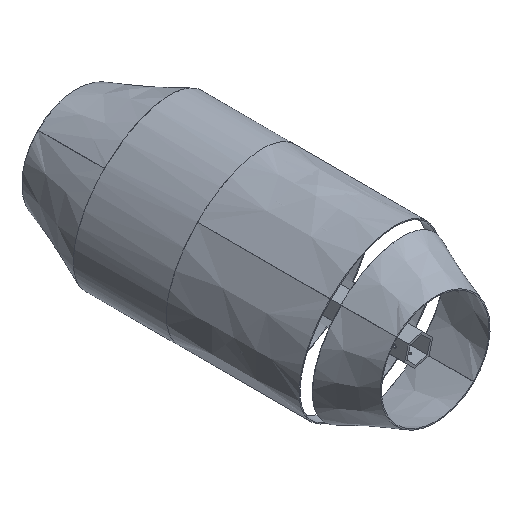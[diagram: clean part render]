
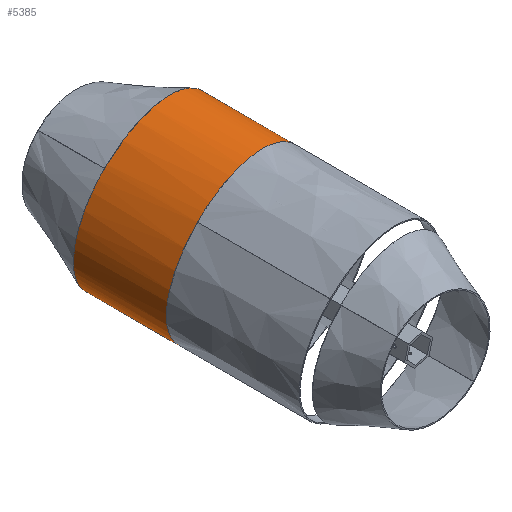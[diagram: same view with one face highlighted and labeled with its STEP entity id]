
A CAD part, isometric view. The second image highlights one B-rep face of the part: STEP entity #5385.
In plain terms, the highlighted face is a extrusion surface.
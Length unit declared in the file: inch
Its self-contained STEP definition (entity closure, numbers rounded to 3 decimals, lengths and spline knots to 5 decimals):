
#4520=CARTESIAN_POINT('',(-2.24749,2.04724,2.29671));
#4521=CARTESIAN_POINT('',(-2.69748,2.04724,1.84672));
#4522=CARTESIAN_POINT('',(-3.47786,2.04724,
0.82716));
#4523=CARTESIAN_POINT('',(-4.11148,2.04724,
-0.82809));
#4524=CARTESIAN_POINT('',(-4.11164,2.04724,
-2.35731));
#4525=CARTESIAN_POINT('',(-3.68952,2.04724,
-3.13746));
#4526=CARTESIAN_POINT('',(-3.38889,2.04724,
-3.4381));
#4532=CARTESIAN_POINT('',(2.34592,7.55906,-2.29671));
#4533=CARTESIAN_POINT('',(2.29807,7.55906,-2.34455));
#4534=CARTESIAN_POINT('',(2.24955,7.55906,-2.39172));
#4535=CARTESIAN_POINT('',(2.20041,7.55906,-2.43819));
#4537=CARTESIAN_POINT('',(2.20041,7.55906,-2.43819));
#4538=CARTESIAN_POINT('',(1.97238,7.55906,-2.65384));
#4539=CARTESIAN_POINT('',(1.48934,7.55906,-3.05454));
#4540=CARTESIAN_POINT('',(0.71087,7.55906,
-3.54128));
#4541=CARTESIAN_POINT('',(-0.09236,7.55906,
-3.89552));
#4542=CARTESIAN_POINT('',(-0.89029,7.55906,
-4.10399));
#4543=CARTESIAN_POINT('',(-1.65307,7.55906,
-4.1589));
#4544=CARTESIAN_POINT('',(-2.35215,7.55906,
-4.05819));
#4545=CARTESIAN_POINT('',(-2.96137,7.55906,
-3.80564));
#4546=CARTESIAN_POINT('',(-3.45795,7.55906,
-3.41068));
#4547=CARTESIAN_POINT('',(-3.82329,7.55906,
-2.8881));
#4548=CARTESIAN_POINT('',(-4.04374,7.55906,
-2.25746));
#4549=CARTESIAN_POINT('',(-4.11103,7.55906,
-1.54234));
#4550=CARTESIAN_POINT('',(-4.02265,7.55906,
-0.76952));
#4551=CARTESIAN_POINT('',(-3.78192,7.55906,
0.0321));
#4552=CARTESIAN_POINT('',(-3.39783,7.55906,
0.83252));
#4553=CARTESIAN_POINT('',(-2.88476,7.55906,1.60179));
#4554=CARTESIAN_POINT('',(-2.46953,7.55906,2.07467));
#4555=CARTESIAN_POINT('',(-2.24749,7.55906,2.29671));
#4557=CARTESIAN_POINT('',(-2.24749,7.55906,2.29671));
#4558=CARTESIAN_POINT('',(-2.20063,7.55906,2.34356));
#4559=CARTESIAN_POINT('',(-2.15313,7.55906,2.38977));
#4560=CARTESIAN_POINT('',(-2.10503,7.55906,2.43531));
#4562=CARTESIAN_POINT('',(-2.10503,7.55906,2.43531));
#4563=CARTESIAN_POINT('',(-1.88006,7.55906,2.64831));
#4564=CARTESIAN_POINT('',(-1.40381,7.55906,3.04453));
#4565=CARTESIAN_POINT('',(-0.63641,7.55906,
3.52784));
#4566=CARTESIAN_POINT('',(0.15597,7.55906,3.88253));
#4567=CARTESIAN_POINT('',(0.94447,7.55906,4.09566));
#4568=CARTESIAN_POINT('',(1.70032,7.55906,4.15945));
#4569=CARTESIAN_POINT('',(2.39597,7.55906,4.07159));
#4570=CARTESIAN_POINT('',(3.00605,7.55906,3.83527));
#4571=CARTESIAN_POINT('',(3.3409,7.55906,3.5845));
#4572=CARTESIAN_POINT('',(3.48731,7.55906,3.4381));
#4574=DIRECTION('',(0.,-1.,0.));
#4575=VECTOR('',#4574,5.51181);
#4576=CARTESIAN_POINT('',(3.48731,7.55906,3.4381));
#4577=LINE('',#4576,#4575);
#4578=DIRECTION('',(0.,-1.,0.));
#4579=VECTOR('',#4578,5.51181);
#4580=CARTESIAN_POINT('',(2.34592,7.55906,-2.29671));
#4581=LINE('',#4580,#4579);
#4716=CARTESIAN_POINT('',(2.34592,2.04724,-2.29671));
#4722=CARTESIAN_POINT('',(3.48731,2.04724,3.4381));
#4752=CARTESIAN_POINT('',(-3.38889,2.04724,
-3.4381));
#4753=CARTESIAN_POINT('',(-3.08825,2.04724,
-3.73874));
#4754=CARTESIAN_POINT('',(-2.3081,2.04724,
-4.16086));
#4755=CARTESIAN_POINT('',(-0.77888,2.04724,
-4.16069));
#4756=CARTESIAN_POINT('',(0.87637,2.04724,
-3.52707));
#4757=CARTESIAN_POINT('',(1.89593,2.04724,-2.74669));
#4758=CARTESIAN_POINT('',(2.34592,2.04724,-2.29671));
#4844=CARTESIAN_POINT('',(3.48731,2.04724,3.4381));
#4845=CARTESIAN_POINT('',(3.18667,2.04724,3.73874));
#4846=CARTESIAN_POINT('',(2.40652,2.04724,4.16086));
#4847=CARTESIAN_POINT('',(0.87731,2.04724,4.16069));
#4848=CARTESIAN_POINT('',(-0.77795,2.04724,
3.52707));
#4849=CARTESIAN_POINT('',(-1.79751,2.04724,2.74669));
#4850=CARTESIAN_POINT('',(-2.24749,2.04724,2.29671));
#4927=VERTEX_POINT('',#4520);
#4928=VERTEX_POINT('',#4526);
#4931=VERTEX_POINT('',#4716);
#4932=VERTEX_POINT('',#4722);
#4935=VERTEX_POINT('',#4562);
#4936=VERTEX_POINT('',#4572);
#4941=VERTEX_POINT('',#4532);
#4942=VERTEX_POINT('',#4535);
#4943=VERTEX_POINT('',#4555);
#5358=CARTESIAN_POINT('',(0.04921,7.55906,0.));
#5359=DIRECTION('',(0.,-1.,0.));
#5360=DIRECTION('',(0.707,0.,0.707));
#5361=AXIS2_PLACEMENT_3D('',#5358,#5359,#5360);
#5363=DIRECTION('',(0.,-1.,0.));
#5364=VECTOR('',#5363,1.);
#5365=SURFACE_OF_LINEAR_EXTRUSION('',#5362,#5364);
#5367=ORIENTED_EDGE('',*,*,#5366,.T.);
#5369=ORIENTED_EDGE('',*,*,#5368,.T.);
#5371=ORIENTED_EDGE('',*,*,#5370,.T.);
#5373=ORIENTED_EDGE('',*,*,#5372,.T.);
#5375=ORIENTED_EDGE('',*,*,#5374,.T.);
#5377=ORIENTED_EDGE('',*,*,#5376,.T.);
#5378=ORIENTED_EDGE('',*,*,#5348,.T.);
#5380=ORIENTED_EDGE('',*,*,#5379,.T.);
#5382=ORIENTED_EDGE('',*,*,#5381,.F.);
#5383=EDGE_LOOP('',(#5367,#5369,#5371,#5373,#5375,#5377,#5378,#5380,#5382));
#5384=FACE_OUTER_BOUND('',#5383,.F.);
#5385=ADVANCED_FACE('',(#5384),#5365,.T.);
#4527=B_SPLINE_CURVE_WITH_KNOTS('',3,(#4520,#4521,#4522,#4523,#4524,#4525,
#4526),.UNSPECIFIED.,.F.,.F.,(4,1,1,1,4),(0.,0.25,0.5,0.75,1.),
.UNSPECIFIED.);
#4536=B_SPLINE_CURVE_WITH_KNOTS('',3,(#4532,#4533,#4534,#4535),.UNSPECIFIED.,
.F.,.F.,(4,4),(0.,1.),.UNSPECIFIED.);
#4556=B_SPLINE_CURVE_WITH_KNOTS('',3,(#4537,#4538,#4539,#4540,#4541,#4542,#4543,
#4544,#4545,#4546,#4547,#4548,#4549,#4550,#4551,#4552,#4553,#4554,#4555),
.UNSPECIFIED.,.F.,.F.,(4,1,1,1,1,1,1,1,1,1,1,1,1,1,1,1,4),(0.,0.0625,0.125,
0.1875,0.25,0.3125,0.375,0.4375,0.5,0.5625,0.625,0.6875,
0.75,0.8125,0.875,0.9375,1.),.UNSPECIFIED.);
#4561=B_SPLINE_CURVE_WITH_KNOTS('',3,(#4557,#4558,#4559,#4560),.UNSPECIFIED.,
.F.,.F.,(4,4),(0.,1.),.UNSPECIFIED.);
#4573=B_SPLINE_CURVE_WITH_KNOTS('',3,(#4562,#4563,#4564,#4565,#4566,#4567,#4568,
#4569,#4570,#4571,#4572),.UNSPECIFIED.,.F.,.F.,(4,1,1,1,1,1,1,1,4),(0.,
0.125,0.25,0.375,0.5,0.625,0.75,0.875,1.),.UNSPECIFIED.);
#4759=B_SPLINE_CURVE_WITH_KNOTS('',3,(#4752,#4753,#4754,#4755,#4756,#4757,
#4758),.UNSPECIFIED.,.F.,.F.,(4,1,1,1,4),(0.,0.25,0.5,0.75,1.),
.UNSPECIFIED.);
#4851=B_SPLINE_CURVE_WITH_KNOTS('',3,(#4844,#4845,#4846,#4847,#4848,#4849,
#4850),.UNSPECIFIED.,.F.,.F.,(4,1,1,1,4),(0.,0.25,0.5,0.75,1.),
.UNSPECIFIED.);
#5348=EDGE_CURVE('',#4927,#4928,#4527,.T.);
#5362=ELLIPSE('',#5361,4.8622,3.24803);
#5366=EDGE_CURVE('',#4941,#4942,#4536,.T.);
#5368=EDGE_CURVE('',#4942,#4943,#4556,.T.);
#5370=EDGE_CURVE('',#4943,#4935,#4561,.T.);
#5372=EDGE_CURVE('',#4935,#4936,#4573,.T.);
#5374=EDGE_CURVE('',#4936,#4932,#4577,.T.);
#5376=EDGE_CURVE('',#4932,#4927,#4851,.T.);
#5379=EDGE_CURVE('',#4928,#4931,#4759,.T.);
#5381=EDGE_CURVE('',#4941,#4931,#4581,.T.);
